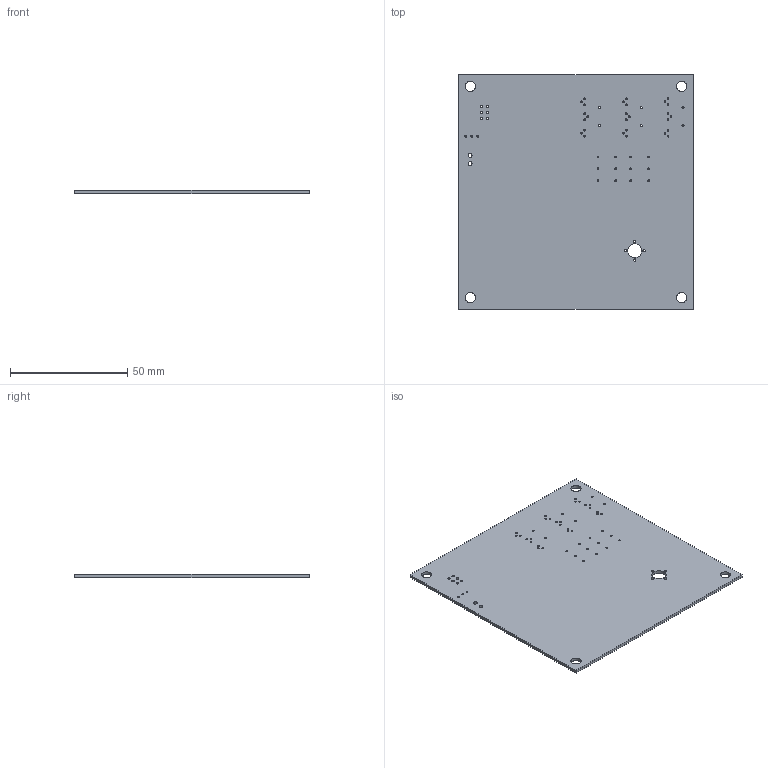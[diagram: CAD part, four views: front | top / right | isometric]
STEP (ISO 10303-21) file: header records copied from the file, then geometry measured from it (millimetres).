
FILE_DESCRIPTION(('KiCad electronic assembly'),'2;1');
FILE_NAME('PCBMotor.step','2023-06-11T18:22:54',('Pcbnew'),('Kicad'), 'Open CASCADE STEP processor 7.6','KiCad to STEP converter','Unknown' );
FILE_SCHEMA(('AUTOMOTIVE_DESIGN { 1 0 10303 214 1 1 1 1 }'));
Length unit declared in the file: millimetre
Products named in the file (2): PCBMotor 1; PCBMotor PCB
Assembly tree (1 placements, depth 2):
  PCBMotor 1
    PCBMotor PCB
Bounding box: 100 x 100 x 1.36 mm (x, y, z)
Volume: 13434.7 mm3; surface area: 20617.3 mm2
Topology: 1 solids, 1 shells, 71 faces, 207 edges, 138 vertices
Faces by surface type: cylinder 65, plane 6
Full cylindrical faces by diameter (mm): 0.75 x27, 0.8 x15, 0.9 x6, 1 x10, 1.6 x2, 4.3 x4, 6 x1
Entity records: 5819 total; most frequent: CARTESIAN_POINT 1612, DIRECTION 767, ORIENTED_EDGE 414, PCURVE 414, DEFINITIONAL_REPRESENTATION 414, LINE 361, VECTOR 361, EDGE_CURVE 207
